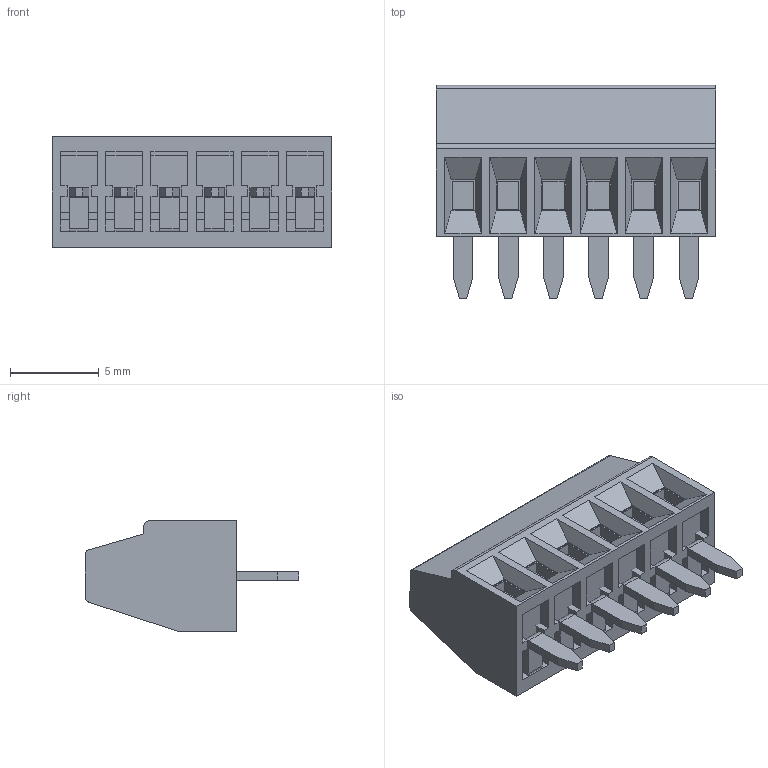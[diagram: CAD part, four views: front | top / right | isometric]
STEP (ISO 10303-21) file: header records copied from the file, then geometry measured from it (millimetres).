
FILE_DESCRIPTION (( 'STEP AP214' ), '1' );
FILE_NAME ('1725698.STEP', '2021-12-28T03:49:36', ( '' ), ( '' ), 'SwSTEP 2.0', 'SolidWorks 2018', '' );
FILE_SCHEMA (( 'AUTOMOTIVE_DESIGN' ));
Length unit declared in the file: millimetre
Products named in the file (1): 1725698
Bounding box: 15.7 x 12 x 6.2 mm (x, y, z)
Volume: 527.9 mm3; surface area: 1736.6 mm2
Topology: 7 solids, 7 shells, 646 faces, 1692 edges, 1100 vertices
Faces by surface type: plane 517, cone 72, cylinder 57
Entity records: 19870 total; most frequent: CARTESIAN_POINT 3823, ORIENTED_EDGE 3384, DIRECTION 3084, EDGE_CURVE 1692, VECTOR 1442, LINE 1442, VERTEX_POINT 1100, AXIS2_PLACEMENT_3D 821
